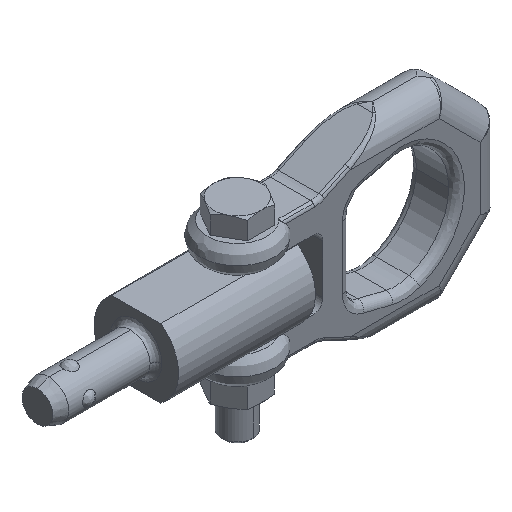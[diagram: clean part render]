
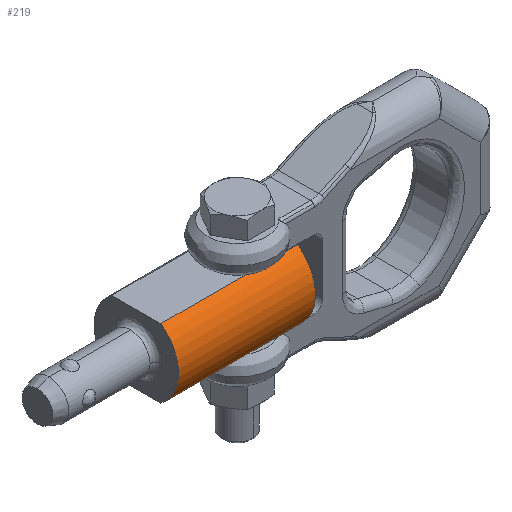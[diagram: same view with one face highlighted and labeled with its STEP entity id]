
A CAD part, isometric view. The second image highlights one B-rep face of the part: STEP entity #219.
In plain terms, the highlighted cylindrical face has radius 10.75 mm (diameter 21.5 mm), a partial arc.
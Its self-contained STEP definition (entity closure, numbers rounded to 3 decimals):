
#219=ADVANCED_FACE('',(#574),#575,.T.);
#574=FACE_OUTER_BOUND('',#1211,.T.);
#575=CYLINDRICAL_SURFACE('',#1212,10.75);
#1211=EDGE_LOOP('',(#3387,#3388,#3389,#3390));
#1212=AXIS2_PLACEMENT_3D('',#3391,#3392,#3393);
#3387=ORIENTED_EDGE('',*,*,#4584,.T.);
#3388=ORIENTED_EDGE('',*,*,#4645,.T.);
#3389=ORIENTED_EDGE('',*,*,#4646,.T.);
#3390=ORIENTED_EDGE('',*,*,#4573,.T.);
#3391=CARTESIAN_POINT('',(17.425,0.,0.));
#3392=DIRECTION('',(1.0,0.0,0.0));
#3393=DIRECTION('',(0.0,0.0,-1.0));
#4573=EDGE_CURVE('',#5126,#5124,#5127,.T.);
#4584=EDGE_CURVE('',#5124,#5143,#5145,.T.);
#4645=EDGE_CURVE('',#5143,#5251,#5252,.T.);
#4646=EDGE_CURVE('',#5251,#5126,#5253,.T.);
#5124=VERTEX_POINT('',#6087);
#5126=VERTEX_POINT('',#6090);
#5127=CIRCLE('',#6091,10.75);
#5143=VERTEX_POINT('',#6141);
#5145=LINE('',#6144,#6145);
#5251=VERTEX_POINT('',#6484);
#5252=CIRCLE('',#6485,10.75);
#5253=LINE('',#6486,#6487);
#6087=CARTESIAN_POINT('',(0.,-6.245,-8.75));
#6090=CARTESIAN_POINT('',(0.,-6.245,8.75));
#6091=AXIS2_PLACEMENT_3D('',#8491,#8492,#8493);
#6141=CARTESIAN_POINT('',(34.85,-6.245,-8.75));
#6144=CARTESIAN_POINT('',(17.425,-6.245,-8.75));
#6145=VECTOR('',#8507,1000.0);
#6484=CARTESIAN_POINT('',(34.85,-6.245,8.75));
#6485=AXIS2_PLACEMENT_3D('',#8591,#8592,#8593);
#6486=CARTESIAN_POINT('',(17.425,-6.245,8.75));
#6487=VECTOR('',#8594,1000.0);
#8491=CARTESIAN_POINT('',(0.,0.,0.));
#8492=DIRECTION('',(1.0,0.0,0.0));
#8493=DIRECTION('',(0.0,0.0,-1.0));
#8507=DIRECTION('',(1.0,0.0,0.0));
#8591=CARTESIAN_POINT('',(34.85,0.,0.));
#8592=DIRECTION('',(-1.0,0.0,0.0));
#8593=DIRECTION('',(0.0,0.0,-1.0));
#8594=DIRECTION('',(-1.0,0.0,0.0));
